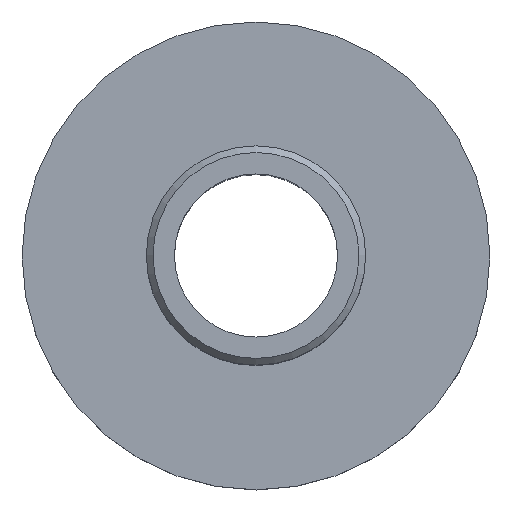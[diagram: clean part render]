
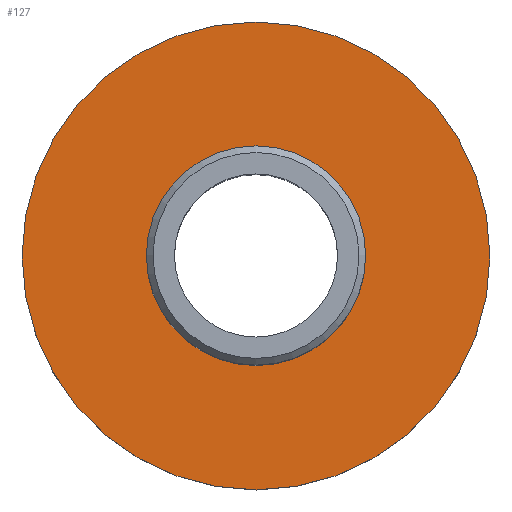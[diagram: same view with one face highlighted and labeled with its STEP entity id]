
A CAD part, top view. The second image highlights one B-rep face of the part: STEP entity #127.
In plain terms, the highlighted planar face has unit normal (0, 0, 1).
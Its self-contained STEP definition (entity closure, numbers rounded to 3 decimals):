
#17=FACE_BOUND('',#42,.T.);
#20=PLANE('',#168);
#31=FACE_OUTER_BOUND('',#41,.T.);
#41=EDGE_LOOP('',(#116));
#42=EDGE_LOOP('',(#117));
#56=CIRCLE('',#156,17.5);
#62=CIRCLE('',#166,8.2);
#66=VERTEX_POINT('',#222);
#72=VERTEX_POINT('',#241);
#77=EDGE_CURVE('',#66,#66,#56,.T.);
#87=EDGE_CURVE('',#72,#72,#62,.T.);
#116=ORIENTED_EDGE('',*,*,#77,.T.);
#117=ORIENTED_EDGE('',*,*,#87,.T.);
#127=ADVANCED_FACE('',(#31,#17),#20,.T.);
#156=AXIS2_PLACEMENT_3D('',#223,#182,#183);
#166=AXIS2_PLACEMENT_3D('',#243,#206,#207);
#168=AXIS2_PLACEMENT_3D('',#245,#210,#211);
#182=DIRECTION('center_axis',(0.,0.,1.));
#183=DIRECTION('ref_axis',(1.,0.,0.));
#206=DIRECTION('center_axis',(0.,0.,-1.));
#207=DIRECTION('ref_axis',(1.,0.,0.));
#210=DIRECTION('center_axis',(0.,0.,1.));
#211=DIRECTION('ref_axis',(1.,0.,0.));
#222=CARTESIAN_POINT('',(-17.5,0.,11.));
#223=CARTESIAN_POINT('Origin',(0.,0.,11.));
#241=CARTESIAN_POINT('',(-8.2,0.,11.));
#243=CARTESIAN_POINT('Origin',(0.,0.,11.));
#245=CARTESIAN_POINT('Origin',(0.,0.,11.));
